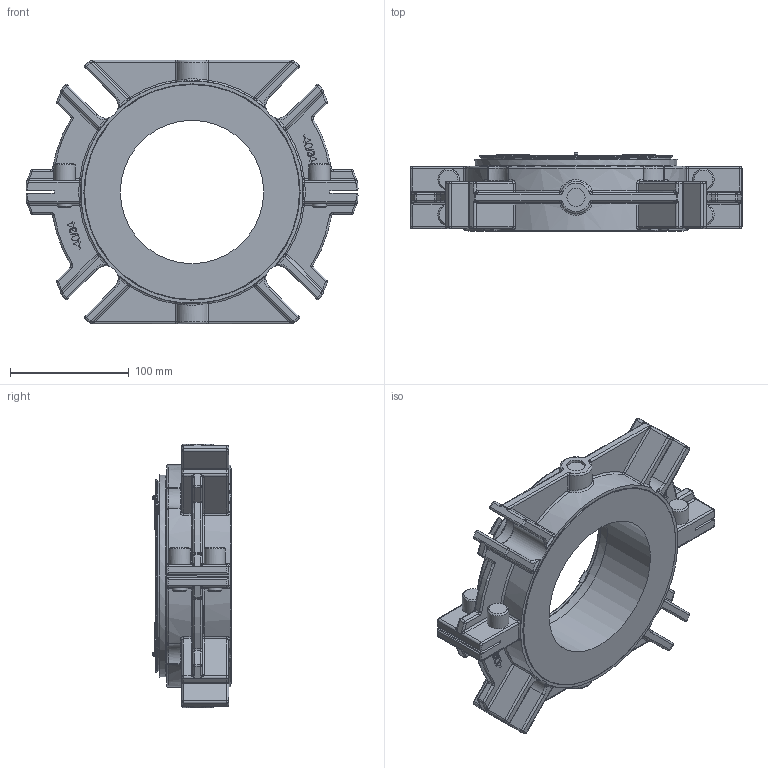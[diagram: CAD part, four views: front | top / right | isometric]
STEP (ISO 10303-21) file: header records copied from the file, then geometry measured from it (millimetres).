
FILE_DESCRIPTION(/* description */ ('Unknown'),/* implementation_level */ '2;1');
FILE_NAME(/* name */ '4.750 RDSX -40_34 SEAL ARRANGEMENT',/* time_stamp */ '2023-02-23T08:34:29-05:00',/* author */ ('Unknown'),/* organization */ ('Unknown'),/* preprocessor_version */ 'ST-DEVELOPER v16.7',/* originating_system */ 'Solid Edge',/* authorisation */ 'Unknown');
FILE_SCHEMA (('AUTOMOTIVE_DESIGN {1 0 10303 214 3 1 1}'));
Length unit declared in the file: millimetre
Products named in the file (1): 3127207
Bounding box: 279.35 x 66.01 x 221.67 mm (x, y, z)
Volume: 1302467.3 mm3; surface area: 176919.9 mm2
Topology: 1 solids, 3 shells, 1030 faces, 2556 edges, 1490 vertices
Faces by surface type: cylinder 309, plane 278, torus 196, bspline 146, sphere 80, cone 21
Full cylindrical faces by diameter (mm): 2.667 x2, 3.175 x4, 12 x8, 15.099 x1, 15.342 x1, 18 x4, 120.65 x1, 123.815 x1, 159.385 x1, 161.925 x1, 170.18 x1, 180.975 x1, 181.483 x1
Entity records: 31862 total; most frequent: CARTESIAN_POINT 8593, DIRECTION 5008, ORIENTED_EDGE 4808, EDGE_CURVE 2404, AXIS2_PLACEMENT_3D 2041, VERTEX_POINT 1448, EDGE_LOOP 1116, FACE_BOUND 1116
